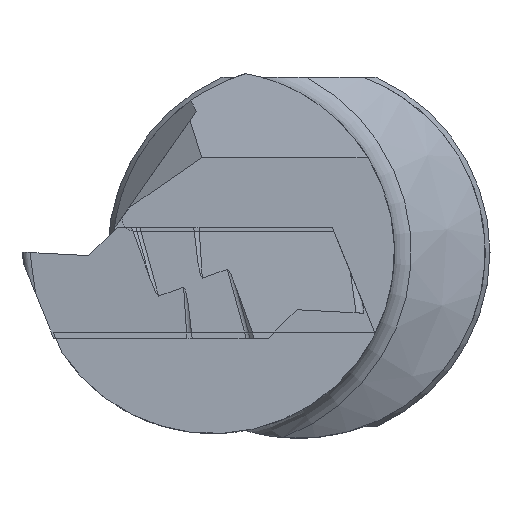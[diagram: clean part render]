
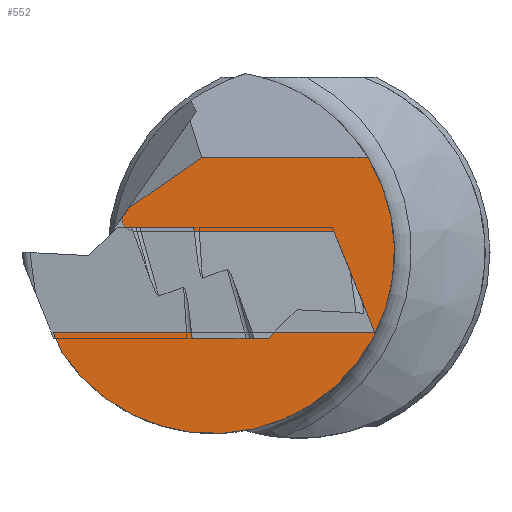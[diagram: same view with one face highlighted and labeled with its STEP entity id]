
A CAD part, left-side view. The second image highlights one B-rep face of the part: STEP entity #552.
In plain terms, the highlighted planar face has unit normal (-1, 0, 0).
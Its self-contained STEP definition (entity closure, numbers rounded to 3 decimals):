
#55=CIRCLE('',#1624,9.5);
#56=CIRCLE('',#1625,0.6);
#552=ADVANCED_FACE('',(#647),#598,.T.);
#598=PLANE('',#1626);
#647=FACE_OUTER_BOUND('',#705,.T.);
#705=EDGE_LOOP('',(#958,#959,#960,#961,#962,#963,#964,#965,#966));
#958=ORIENTED_EDGE('',*,*,#1297,.F.);
#959=ORIENTED_EDGE('',*,*,#1298,.T.);
#960=ORIENTED_EDGE('',*,*,#1299,.F.);
#961=ORIENTED_EDGE('',*,*,#1300,.T.);
#962=ORIENTED_EDGE('',*,*,#1301,.F.);
#963=ORIENTED_EDGE('',*,*,#1302,.T.);
#964=ORIENTED_EDGE('',*,*,#1303,.F.);
#965=ORIENTED_EDGE('',*,*,#1304,.F.);
#966=ORIENTED_EDGE('',*,*,#1305,.F.);
#1160=VERTEX_POINT('',#2217);
#1161=VERTEX_POINT('',#2218);
#1162=VERTEX_POINT('',#2220);
#1163=VERTEX_POINT('',#2222);
#1164=VERTEX_POINT('',#2224);
#1165=VERTEX_POINT('',#2226);
#1166=VERTEX_POINT('',#2228);
#1167=VERTEX_POINT('',#2230);
#1168=VERTEX_POINT('',#2232);
#1297=EDGE_CURVE('',#1160,#1161,#1424,.T.);
#1298=EDGE_CURVE('',#1160,#1162,#1425,.T.);
#1299=EDGE_CURVE('',#1163,#1162,#55,.T.);
#1300=EDGE_CURVE('',#1163,#1164,#1426,.T.);
#1301=EDGE_CURVE('',#1165,#1164,#1427,.T.);
#1302=EDGE_CURVE('',#1165,#1166,#1428,.T.);
#1303=EDGE_CURVE('',#1167,#1166,#56,.T.);
#1304=EDGE_CURVE('',#1168,#1167,#1429,.T.);
#1305=EDGE_CURVE('',#1161,#1168,#1430,.T.);
#1424=LINE('',#2216,#1527);
#1425=LINE('',#2219,#1528);
#1426=LINE('',#2223,#1529);
#1427=LINE('',#2225,#1530);
#1428=LINE('',#2227,#1531);
#1429=LINE('',#2231,#1532);
#1430=LINE('',#2233,#1533);
#1527=VECTOR('',#1868,1.);
#1528=VECTOR('',#1869,1.);
#1529=VECTOR('',#1872,1.);
#1530=VECTOR('',#1873,1.);
#1531=VECTOR('',#1874,1.);
#1532=VECTOR('',#1877,1.);
#1533=VECTOR('',#1878,1.);
#1624=AXIS2_PLACEMENT_3D('',#2221,#1870,#1871);
#1625=AXIS2_PLACEMENT_3D('',#2229,#1875,#1876);
#1626=AXIS2_PLACEMENT_3D('',#2234,#1879,#1880);
#1868=DIRECTION('',(0.,-1.,0.));
#1869=DIRECTION('',(0.,-0.394,-0.919));
#1870=DIRECTION('',(1.,0.,0.));
#1871=DIRECTION('',(0.,0.,1.));
#1872=DIRECTION('',(0.,1.,0.));
#1873=DIRECTION('',(0.,-0.823,0.568));
#1874=DIRECTION('',(0.,0.574,-0.819));
#1875=DIRECTION('',(1.,0.,0.));
#1876=DIRECTION('',(0.,0.,1.));
#1877=DIRECTION('',(0.,1.,0.));
#1878=DIRECTION('',(0.,0.375,0.927));
#1879=DIRECTION('',(-1.,0.,0.));
#1880=DIRECTION('',(0.,0.,1.));
#2216=CARTESIAN_POINT('',(0.3,0.,-4.2));
#2217=CARTESIAN_POINT('',(0.3,12.865,-4.2));
#2218=CARTESIAN_POINT('',(0.3,-3.967,-4.2));
#2219=CARTESIAN_POINT('',(0.3,12.389,-5.31));
#2220=CARTESIAN_POINT('',(0.3,12.409,-5.263));
#2221=CARTESIAN_POINT('',(0.3,4.5,0.));
#2222=CARTESIAN_POINT('',(0.3,-3.615,4.94));
#2223=CARTESIAN_POINT('',(0.3,0.,4.94));
#2224=CARTESIAN_POINT('',(0.3,5.095,4.94));
#2225=CARTESIAN_POINT('',(0.3,3.95,5.729));
#2226=CARTESIAN_POINT('',(0.3,8.909,2.31));
#2227=CARTESIAN_POINT('',(0.3,7.064,4.946));
#2228=CARTESIAN_POINT('',(0.3,9.253,1.819));
#2229=CARTESIAN_POINT('',(0.3,8.665,1.7));
#2230=CARTESIAN_POINT('',(0.3,8.665,1.1));
#2231=CARTESIAN_POINT('',(0.3,0.,1.1));
#2232=CARTESIAN_POINT('',(0.3,-1.826,1.1));
#2233=CARTESIAN_POINT('',(0.3,-1.951,0.788));
#2234=CARTESIAN_POINT('',(0.3,0.,0.));
